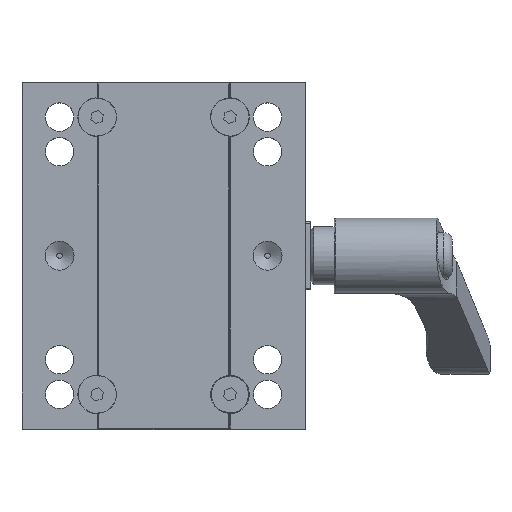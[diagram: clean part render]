
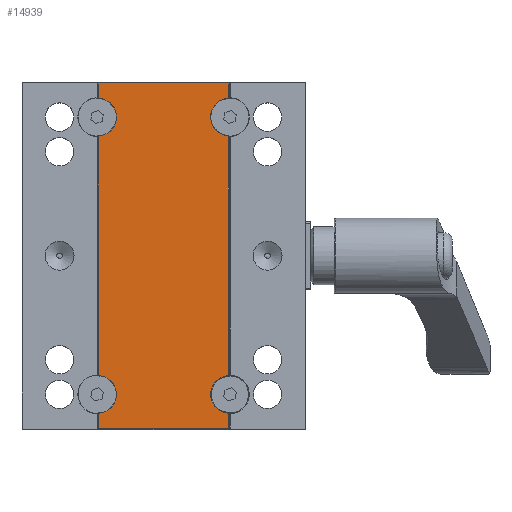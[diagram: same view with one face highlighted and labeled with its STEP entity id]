
A CAD part, top view. The second image highlights one B-rep face of the part: STEP entity #14939.
In plain terms, the highlighted planar face has unit normal (0, 0, 1).
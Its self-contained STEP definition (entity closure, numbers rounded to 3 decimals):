
#492=CIRCLE('',#15813,3.25);
#493=CIRCLE('',#15814,3.25);
#494=CIRCLE('',#15815,3.25);
#495=CIRCLE('',#15816,3.25);
#3031=ORIENTED_EDGE('',*,*,#5146,.T.);
#3032=ORIENTED_EDGE('',*,*,#5147,.T.);
#3033=ORIENTED_EDGE('',*,*,#5148,.T.);
#3034=ORIENTED_EDGE('',*,*,#5149,.T.);
#3035=ORIENTED_EDGE('',*,*,#5126,.T.);
#3036=ORIENTED_EDGE('',*,*,#5150,.T.);
#3037=ORIENTED_EDGE('',*,*,#5151,.T.);
#3038=ORIENTED_EDGE('',*,*,#5152,.T.);
#3039=ORIENTED_EDGE('',*,*,#5153,.T.);
#3040=ORIENTED_EDGE('',*,*,#5154,.T.);
#3041=ORIENTED_EDGE('',*,*,#5155,.T.);
#3042=ORIENTED_EDGE('',*,*,#5156,.T.);
#5126=EDGE_CURVE('',#6304,#6303,#7422,.T.);
#5146=EDGE_CURVE('',#6323,#6324,#492,.F.);
#5147=EDGE_CURVE('',#6324,#6325,#7441,.T.);
#5148=EDGE_CURVE('',#6325,#6326,#493,.F.);
#5149=EDGE_CURVE('',#6326,#6304,#7442,.T.);
#5150=EDGE_CURVE('',#6303,#6327,#7443,.F.);
#5151=EDGE_CURVE('',#6327,#6328,#494,.F.);
#5152=EDGE_CURVE('',#6328,#6329,#7444,.F.);
#5153=EDGE_CURVE('',#6329,#6330,#495,.F.);
#5154=EDGE_CURVE('',#6330,#6331,#7445,.F.);
#5155=EDGE_CURVE('',#6331,#6332,#7446,.F.);
#5156=EDGE_CURVE('',#6332,#6323,#7447,.T.);
#6303=VERTEX_POINT('',#21744);
#6304=VERTEX_POINT('',#21746);
#6323=VERTEX_POINT('',#21789);
#6324=VERTEX_POINT('',#21790);
#6325=VERTEX_POINT('',#21792);
#6326=VERTEX_POINT('',#21794);
#6327=VERTEX_POINT('',#21797);
#6328=VERTEX_POINT('',#21799);
#6329=VERTEX_POINT('',#21801);
#6330=VERTEX_POINT('',#21803);
#6331=VERTEX_POINT('',#21805);
#6332=VERTEX_POINT('',#21807);
#7422=LINE('',#21745,#8532);
#7441=LINE('',#21791,#8551);
#7442=LINE('',#21795,#8552);
#7443=LINE('',#21796,#8553);
#7444=LINE('',#21800,#8554);
#7445=LINE('',#21804,#8555);
#7446=LINE('',#21806,#8556);
#7447=LINE('',#21808,#8557);
#8532=VECTOR('',#18333,1000.);
#8551=VECTOR('',#18364,1000.);
#8552=VECTOR('',#18367,1000.);
#8553=VECTOR('',#18368,1000.);
#8554=VECTOR('',#18371,1000.);
#8555=VECTOR('',#18374,1000.);
#8556=VECTOR('',#18375,1000.);
#8557=VECTOR('',#18376,1000.);
#9183=EDGE_LOOP('',(#3031,#3032,#3033,#3034,#3035,#3036,#3037,#3038,#3039,
#3040,#3041,#3042));
#9840=FACE_BOUND('',#9183,.T.);
#10306=PLANE('',#15812);
#14939=ADVANCED_FACE('',(#9840),#10306,.T.);
#15812=AXIS2_PLACEMENT_3D('',#21787,#18360,#18361);
#15813=AXIS2_PLACEMENT_3D('',#21788,#18362,#18363);
#15814=AXIS2_PLACEMENT_3D('',#21793,#18365,#18366);
#15815=AXIS2_PLACEMENT_3D('',#21798,#18369,#18370);
#15816=AXIS2_PLACEMENT_3D('',#21802,#18372,#18373);
#18333=DIRECTION('',(1.,0.,0.));
#18360=DIRECTION('',(0.,0.,1.));
#18361=DIRECTION('',(0.,1.,0.));
#18362=DIRECTION('',(0.,0.,1.));
#18363=DIRECTION('',(0.,1.,0.));
#18364=DIRECTION('',(0.,-1.,0.));
#18365=DIRECTION('',(0.,0.,1.));
#18366=DIRECTION('',(0.,1.,0.));
#18367=DIRECTION('',(0.,-1.,0.));
#18368=DIRECTION('',(0.,-1.,0.));
#18369=DIRECTION('',(0.,0.,1.));
#18370=DIRECTION('',(0.,1.,0.));
#18371=DIRECTION('',(0.,-1.,0.));
#18372=DIRECTION('',(0.,0.,1.));
#18373=DIRECTION('',(0.,1.,0.));
#18374=DIRECTION('',(0.,-1.,0.));
#18375=DIRECTION('',(1.,0.,0.));
#18376=DIRECTION('',(0.,-1.,0.));
#21744=CARTESIAN_POINT('',(11.3,-29.9,37.));
#21745=CARTESIAN_POINT('',(11.5,-29.9,37.));
#21746=CARTESIAN_POINT('',(-11.3,-29.9,37.));
#21787=CARTESIAN_POINT('',(-24.5,30.,37.));
#21788=CARTESIAN_POINT('',(-11.4,24.,37.));
#21789=CARTESIAN_POINT('',(-11.3,27.248,37.));
#21790=CARTESIAN_POINT('',(-11.3,20.752,37.));
#21791=CARTESIAN_POINT('',(-11.3,-20.95,37.));
#21792=CARTESIAN_POINT('',(-11.3,-20.752,37.));
#21793=CARTESIAN_POINT('',(-11.4,-24.,37.));
#21794=CARTESIAN_POINT('',(-11.3,-27.248,37.));
#21795=CARTESIAN_POINT('',(-11.3,-30.,37.));
#21796=CARTESIAN_POINT('',(11.3,30.,37.));
#21797=CARTESIAN_POINT('',(11.3,-27.248,37.));
#21798=CARTESIAN_POINT('',(11.4,-24.,37.));
#21799=CARTESIAN_POINT('',(11.2,-20.756,37.));
#21800=CARTESIAN_POINT('',(11.2,30.,37.));
#21801=CARTESIAN_POINT('',(11.2,20.756,37.));
#21802=CARTESIAN_POINT('',(11.4,24.,37.));
#21803=CARTESIAN_POINT('',(11.3,27.248,37.));
#21804=CARTESIAN_POINT('',(11.3,30.,37.));
#21805=CARTESIAN_POINT('',(11.3,29.9,37.));
#21806=CARTESIAN_POINT('',(-11.5,29.9,37.));
#21807=CARTESIAN_POINT('',(-11.3,29.9,37.));
#21808=CARTESIAN_POINT('',(-11.3,27.05,37.));
